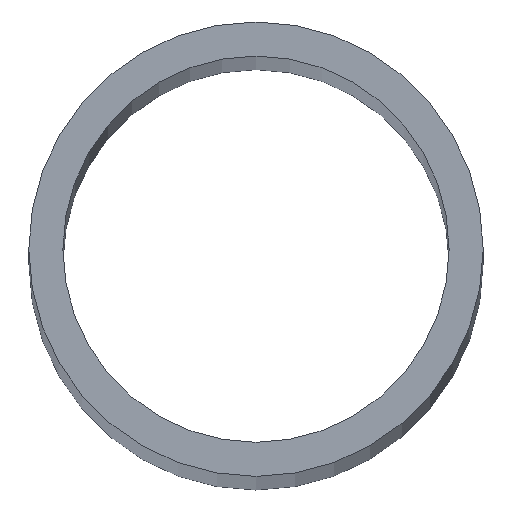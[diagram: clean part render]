
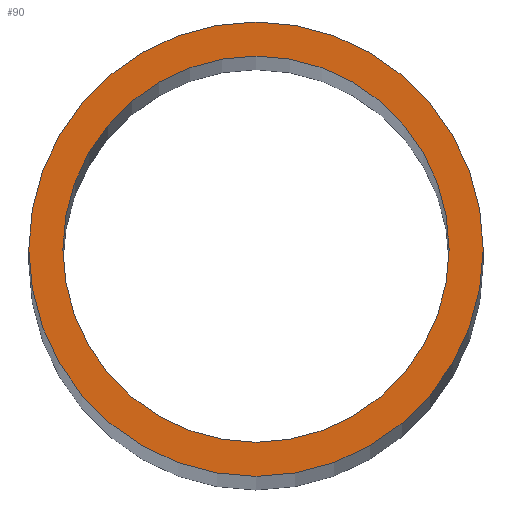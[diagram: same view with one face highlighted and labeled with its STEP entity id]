
A CAD part, top view. The second image highlights one B-rep face of the part: STEP entity #90.
In plain terms, the highlighted planar face has unit normal (0, 0, 1).
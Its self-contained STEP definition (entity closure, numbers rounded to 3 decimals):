
#2 = DIRECTION ( 'NONE',  ( 0., 0., 1. ) ) ;
#3 = FACE_OUTER_BOUND ( 'NONE', #150, .T. ) ;
#4 = CARTESIAN_POINT ( 'NONE',  ( 6.8, 0., 275. ) ) ;
#6 = AXIS2_PLACEMENT_3D ( 'NONE', #234, #2, #26 ) ;
#8 = FACE_BOUND ( 'NONE', #231, .T. ) ;
#19 = ORIENTED_EDGE ( 'NONE', *, *, #201, .T. ) ;
#25 = EDGE_CURVE ( 'NONE', #40, #212, #187, .T. ) ;
#26 = DIRECTION ( 'NONE',  ( 1., 0., 0. ) ) ;
#35 = CARTESIAN_POINT ( 'NONE',  ( -6.8, 0., 275. ) ) ;
#40 = VERTEX_POINT ( 'NONE', #216 ) ;
#47 = VERTEX_POINT ( 'NONE', #4 ) ;
#50 = ORIENTED_EDGE ( 'NONE', *, *, #57, .T. ) ;
#51 = CARTESIAN_POINT ( 'NONE',  ( 0., 0., 275. ) ) ;
#53 = CARTESIAN_POINT ( 'NONE',  ( 0., 0., 275. ) ) ;
#54 = DIRECTION ( 'NONE',  ( 0., 0., -1. ) ) ;
#57 = EDGE_CURVE ( 'NONE', #212, #40, #247, .T. ) ;
#58 = AXIS2_PLACEMENT_3D ( 'NONE', #53, #54, #239 ) ;
#66 = CIRCLE ( 'NONE', #58, 6.8 ) ;
#81 = PLANE ( 'NONE',  #6 ) ;
#90 = ADVANCED_FACE ( 'NONE', ( #8, #3 ), #81, .T. ) ;
#97 = DIRECTION ( 'NONE',  ( 1., 0., 0. ) ) ;
#108 = CARTESIAN_POINT ( 'NONE',  ( -8., 0., 275. ) ) ;
#109 = DIRECTION ( 'NONE',  ( 1., 0., 0. ) ) ;
#114 = ORIENTED_EDGE ( 'NONE', *, *, #25, .T. ) ;
#119 = ORIENTED_EDGE ( 'NONE', *, *, #233, .T. ) ;
#121 = DIRECTION ( 'NONE',  ( 0., 0., 1. ) ) ;
#131 = AXIS2_PLACEMENT_3D ( 'NONE', #214, #121, #142 ) ;
#142 = DIRECTION ( 'NONE',  ( 1., 0., 0. ) ) ;
#144 = CARTESIAN_POINT ( 'NONE',  ( 0., 0., 275. ) ) ;
#150 = EDGE_LOOP ( 'NONE', ( #114, #50 ) ) ;
#173 = AXIS2_PLACEMENT_3D ( 'NONE', #51, #180, #97 ) ;
#180 = DIRECTION ( 'NONE',  ( 0., 0., 1. ) ) ;
#186 = DIRECTION ( 'NONE',  ( 0., 0., -1. ) ) ;
#187 = CIRCLE ( 'NONE', #131, 8. ) ;
#198 = VERTEX_POINT ( 'NONE', #35 ) ;
#200 = AXIS2_PLACEMENT_3D ( 'NONE', #144, #186, #109 ) ;
#201 = EDGE_CURVE ( 'NONE', #47, #198, #66, .T. ) ;
#212 = VERTEX_POINT ( 'NONE', #108 ) ;
#214 = CARTESIAN_POINT ( 'NONE',  ( 0., 0., 275. ) ) ;
#216 = CARTESIAN_POINT ( 'NONE',  ( 8., 0., 275. ) ) ;
#223 = CIRCLE ( 'NONE', #200, 6.8 ) ;
#231 = EDGE_LOOP ( 'NONE', ( #19, #119 ) ) ;
#233 = EDGE_CURVE ( 'NONE', #198, #47, #223, .T. ) ;
#234 = CARTESIAN_POINT ( 'NONE',  ( 0., 0., 275. ) ) ;
#239 = DIRECTION ( 'NONE',  ( 1., 0., 0. ) ) ;
#247 = CIRCLE ( 'NONE', #173, 8. ) ;
